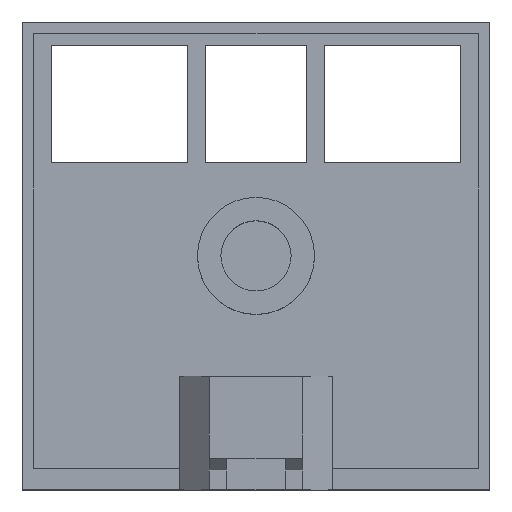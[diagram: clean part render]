
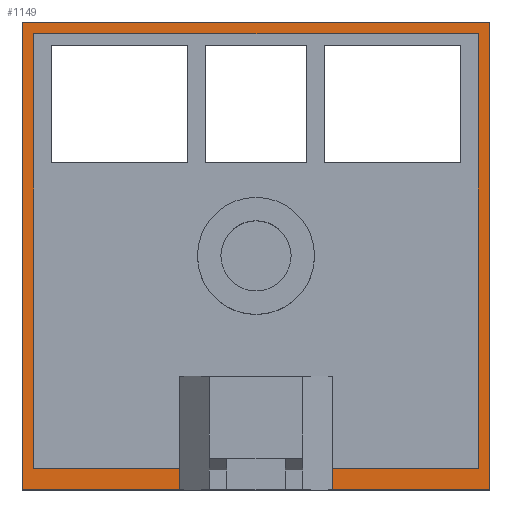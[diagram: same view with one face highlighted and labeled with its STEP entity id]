
A CAD part, top view. The second image highlights one B-rep face of the part: STEP entity #1149.
In plain terms, the highlighted planar face has unit normal (0, 0, 1).
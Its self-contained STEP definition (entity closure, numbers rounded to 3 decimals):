
#3 = VECTOR ( 'NONE', #297, 1000. ) ;
#7 = ORIENTED_EDGE ( 'NONE', *, *, #1341, .T. ) ;
#8 = CARTESIAN_POINT ( 'NONE',  ( -38., 38., 4.6 ) ) ;
#10 = DIRECTION ( 'NONE',  ( -1., 0., 0. ) ) ;
#34 = VERTEX_POINT ( 'NONE', #1579 ) ;
#40 = CARTESIAN_POINT ( 'NONE',  ( -40., 40., 4.6 ) ) ;
#84 = VECTOR ( 'NONE', #536, 1000. ) ;
#103 = VERTEX_POINT ( 'NONE', #757 ) ;
#129 = LINE ( 'NONE', #1615, #637 ) ;
#140 = EDGE_CURVE ( 'NONE', #1091, #171, #1114, .T. ) ;
#160 = ORIENTED_EDGE ( 'NONE', *, *, #1107, .T. ) ;
#171 = VERTEX_POINT ( 'NONE', #40 ) ;
#182 = VECTOR ( 'NONE', #1164, 1000. ) ;
#214 = DIRECTION ( 'NONE',  ( 0., 1., 0. ) ) ;
#231 = DIRECTION ( 'NONE',  ( -1., 0., 0. ) ) ;
#234 = EDGE_CURVE ( 'NONE', #705, #502, #1275, .T. ) ;
#237 = VECTOR ( 'NONE', #10, 1000. ) ;
#278 = LINE ( 'NONE', #1430, #84 ) ;
#297 = DIRECTION ( 'NONE',  ( 0., -1., 0. ) ) ;
#307 = VERTEX_POINT ( 'NONE', #1566 ) ;
#312 = CARTESIAN_POINT ( 'NONE',  ( -40., 40., 4.6 ) ) ;
#329 = ORIENTED_EDGE ( 'NONE', *, *, #1589, .T. ) ;
#356 = ORIENTED_EDGE ( 'NONE', *, *, #1044, .T. ) ;
#358 = DIRECTION ( 'NONE',  ( 0., 0., 1. ) ) ;
#366 = CARTESIAN_POINT ( 'NONE',  ( 13., -36.34, 4.6 ) ) ;
#382 = CARTESIAN_POINT ( 'NONE',  ( -38., -36.34, 4.6 ) ) ;
#388 = VECTOR ( 'NONE', #1197, 1000. ) ;
#401 = DIRECTION ( 'NONE',  ( -1., 0., 0. ) ) ;
#420 = LINE ( 'NONE', #929, #237 ) ;
#429 = DIRECTION ( 'NONE',  ( 1., 0., 0. ) ) ;
#432 = EDGE_LOOP ( 'NONE', ( #160, #1444, #329, #7, #734, #1432, #744, #475, #808, #356, #932, #838 ) ) ;
#475 = ORIENTED_EDGE ( 'NONE', *, *, #985, .T. ) ;
#489 = EDGE_CURVE ( 'NONE', #940, #34, #1185, .T. ) ;
#502 = VERTEX_POINT ( 'NONE', #1471 ) ;
#532 = VERTEX_POINT ( 'NONE', #366 ) ;
#533 = LINE ( 'NONE', #8, #182 ) ;
#536 = DIRECTION ( 'NONE',  ( 0., -1., 0. ) ) ;
#554 = CARTESIAN_POINT ( 'NONE',  ( -40., -40., 4.6 ) ) ;
#615 = VECTOR ( 'NONE', #231, 1000. ) ;
#637 = VECTOR ( 'NONE', #1373, 1000. ) ;
#657 = EDGE_CURVE ( 'NONE', #693, #705, #533, .T. ) ;
#658 = VECTOR ( 'NONE', #1485, 1000. ) ;
#693 = VERTEX_POINT ( 'NONE', #1387 ) ;
#705 = VERTEX_POINT ( 'NONE', #1287 ) ;
#722 = VECTOR ( 'NONE', #1320, 1000. ) ;
#734 = ORIENTED_EDGE ( 'NONE', *, *, #1128, .T. ) ;
#743 = VERTEX_POINT ( 'NONE', #1405 ) ;
#744 = ORIENTED_EDGE ( 'NONE', *, *, #234, .T. ) ;
#757 = CARTESIAN_POINT ( 'NONE',  ( 13., -40., 4.6 ) ) ;
#765 = VECTOR ( 'NONE', #401, 1000. ) ;
#808 = ORIENTED_EDGE ( 'NONE', *, *, #921, .T. ) ;
#838 = ORIENTED_EDGE ( 'NONE', *, *, #140, .T. ) ;
#864 = DIRECTION ( 'NONE',  ( 1., 0., 0. ) ) ;
#921 = EDGE_CURVE ( 'NONE', #532, #103, #278, .T. ) ;
#929 = CARTESIAN_POINT ( 'NONE',  ( 13., -36.34, 4.6 ) ) ;
#932 = ORIENTED_EDGE ( 'NONE', *, *, #1631, .T. ) ;
#938 = CARTESIAN_POINT ( 'NONE',  ( 40., 40., 4.6 ) ) ;
#940 = VERTEX_POINT ( 'NONE', #1167 ) ;
#970 = LINE ( 'NONE', #1187, #658 ) ;
#983 = VECTOR ( 'NONE', #429, 1000. ) ;
#985 = EDGE_CURVE ( 'NONE', #502, #532, #420, .T. ) ;
#993 = CARTESIAN_POINT ( 'NONE',  ( -40., 40., 4.6 ) ) ;
#1044 = EDGE_CURVE ( 'NONE', #103, #743, #1462, .T. ) ;
#1080 = CARTESIAN_POINT ( 'NONE',  ( -38., -36.34, 4.6 ) ) ;
#1091 = VERTEX_POINT ( 'NONE', #938 ) ;
#1107 = EDGE_CURVE ( 'NONE', #171, #940, #1439, .T. ) ;
#1113 = PLANE ( 'NONE',  #1422 ) ;
#1114 = LINE ( 'NONE', #993, #615 ) ;
#1121 = FACE_OUTER_BOUND ( 'NONE', #432, .T. ) ;
#1128 = EDGE_CURVE ( 'NONE', #1511, #693, #129, .T. ) ;
#1149 = ADVANCED_FACE ( 'NONE', ( #1121 ), #1113, .T. ) ;
#1164 = DIRECTION ( 'NONE',  ( 1., 0., 0. ) ) ;
#1167 = CARTESIAN_POINT ( 'NONE',  ( -40., -40., 4.6 ) ) ;
#1185 = LINE ( 'NONE', #554, #388 ) ;
#1187 = CARTESIAN_POINT ( 'NONE',  ( -13., -36.34, 4.6 ) ) ;
#1197 = DIRECTION ( 'NONE',  ( 1., 0., 0. ) ) ;
#1211 = CARTESIAN_POINT ( 'NONE',  ( 40., 40., 4.6 ) ) ;
#1219 = LINE ( 'NONE', #1211, #1581 ) ;
#1275 = LINE ( 'NONE', #1421, #3 ) ;
#1287 = CARTESIAN_POINT ( 'NONE',  ( 38., 38., 4.6 ) ) ;
#1320 = DIRECTION ( 'NONE',  ( 0., -1., 0. ) ) ;
#1341 = EDGE_CURVE ( 'NONE', #307, #1511, #1524, .T. ) ;
#1373 = DIRECTION ( 'NONE',  ( 0., 1., 0. ) ) ;
#1387 = CARTESIAN_POINT ( 'NONE',  ( -38., 38., 4.6 ) ) ;
#1405 = CARTESIAN_POINT ( 'NONE',  ( 40., -40., 4.6 ) ) ;
#1421 = CARTESIAN_POINT ( 'NONE',  ( 38., 38., 4.6 ) ) ;
#1422 = AXIS2_PLACEMENT_3D ( 'NONE', #1503, #358, #864 ) ;
#1430 = CARTESIAN_POINT ( 'NONE',  ( 13., -36.34, 4.6 ) ) ;
#1432 = ORIENTED_EDGE ( 'NONE', *, *, #657, .T. ) ;
#1439 = LINE ( 'NONE', #312, #722 ) ;
#1444 = ORIENTED_EDGE ( 'NONE', *, *, #489, .T. ) ;
#1462 = LINE ( 'NONE', #1484, #983 ) ;
#1471 = CARTESIAN_POINT ( 'NONE',  ( 38., -36.34, 4.6 ) ) ;
#1484 = CARTESIAN_POINT ( 'NONE',  ( 13., -40., 4.6 ) ) ;
#1485 = DIRECTION ( 'NONE',  ( 0., 1., 0. ) ) ;
#1503 = CARTESIAN_POINT ( 'NONE',  ( 0., 0., 4.6 ) ) ;
#1511 = VERTEX_POINT ( 'NONE', #1080 ) ;
#1524 = LINE ( 'NONE', #382, #765 ) ;
#1566 = CARTESIAN_POINT ( 'NONE',  ( -13., -36.34, 4.6 ) ) ;
#1579 = CARTESIAN_POINT ( 'NONE',  ( -13., -40., 4.6 ) ) ;
#1581 = VECTOR ( 'NONE', #214, 1000. ) ;
#1589 = EDGE_CURVE ( 'NONE', #34, #307, #970, .T. ) ;
#1615 = CARTESIAN_POINT ( 'NONE',  ( -38., 38., 4.6 ) ) ;
#1631 = EDGE_CURVE ( 'NONE', #743, #1091, #1219, .T. ) ;
